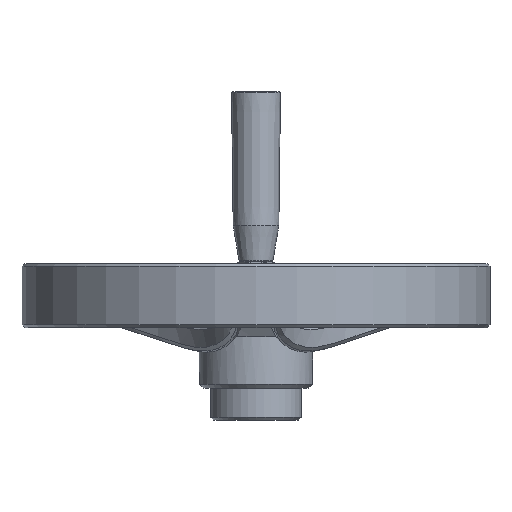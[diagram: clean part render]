
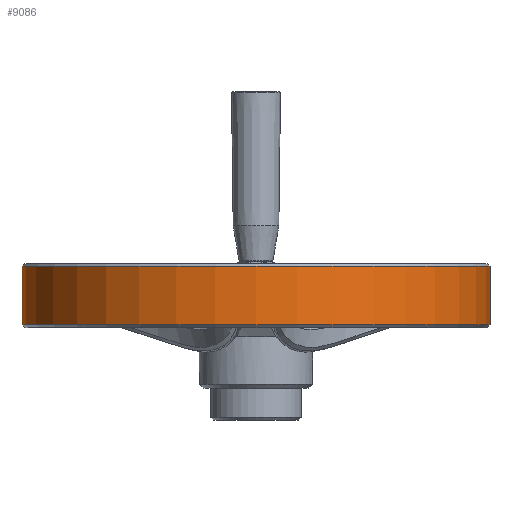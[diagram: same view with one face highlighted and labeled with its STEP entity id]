
A CAD part, front view. The second image highlights one B-rep face of the part: STEP entity #9086.
In plain terms, the highlighted cylindrical face has radius 124 mm (diameter 248 mm), a full revolution.
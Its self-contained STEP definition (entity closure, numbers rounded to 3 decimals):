
#287=CYLINDRICAL_SURFACE('',#9731,124.);
#726=CIRCLE('',#9653,124.);
#775=CIRCLE('',#9727,124.);
#1639=ORIENTED_EDGE('',*,*,#3418,.F.);
#1640=ORIENTED_EDGE('',*,*,#3345,.T.);
#3345=EDGE_CURVE('',#4202,#4202,#726,.T.);
#3418=EDGE_CURVE('',#4251,#4251,#775,.T.);
#4202=VERTEX_POINT('',#16747);
#4251=VERTEX_POINT('',#16966);
#5175=EDGE_LOOP('',(#1639));
#5176=EDGE_LOOP('',(#1640));
#5656=FACE_BOUND('',#5175,.T.);
#5657=FACE_BOUND('',#5176,.T.);
#9086=ADVANCED_FACE('',(#5656,#5657),#287,.T.);
#9653=AXIS2_PLACEMENT_3D('',#16746,#10878,#10879);
#9727=AXIS2_PLACEMENT_3D('',#16965,#11026,#11027);
#9731=AXIS2_PLACEMENT_3D('',#16972,#11034,#11035);
#10878=DIRECTION('',(0.,0.,1.));
#10879=DIRECTION('',(1.,0.,0.));
#11026=DIRECTION('',(0.,0.,1.));
#11027=DIRECTION('',(1.,0.,0.));
#11034=DIRECTION('',(0.,0.,-1.));
#11035=DIRECTION('',(-1.,0.,0.));
#16746=CARTESIAN_POINT('',(0.,0.,-15.5));
#16747=CARTESIAN_POINT('',(124.,0.,-15.5));
#16965=CARTESIAN_POINT('',(0.,0.,15.5));
#16966=CARTESIAN_POINT('',(124.,0.,15.5));
#16972=CARTESIAN_POINT('',(0.,0.,0.));
